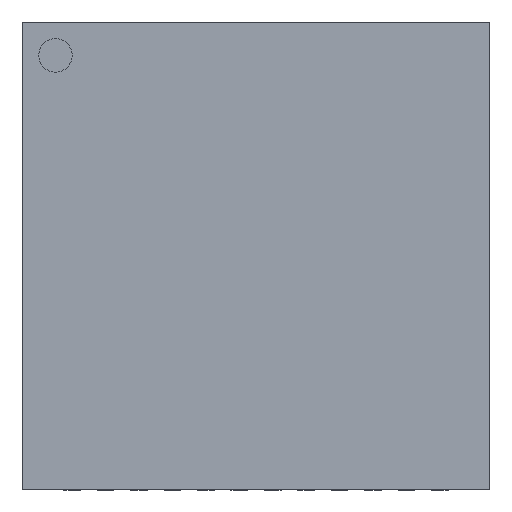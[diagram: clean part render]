
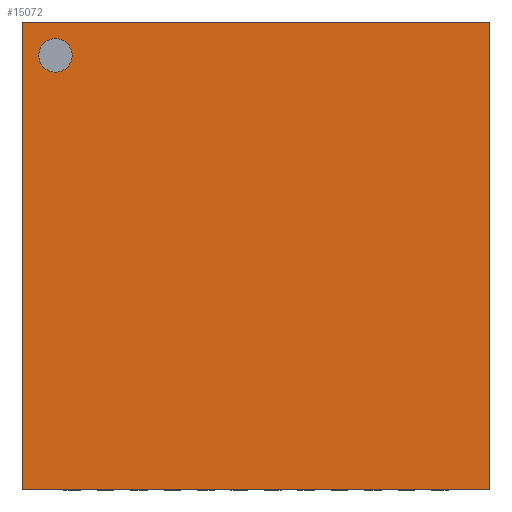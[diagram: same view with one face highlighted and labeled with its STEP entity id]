
A CAD part, top view. The second image highlights one B-rep face of the part: STEP entity #15072.
In plain terms, the highlighted planar face has unit normal (0, 0, 1).
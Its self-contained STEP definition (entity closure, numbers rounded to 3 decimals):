
#8174=CARTESIAN_POINT('',(-2.75,3.,0.8));
#8175=VERTEX_POINT('',#8174);
#8184=CARTESIAN_POINT('',(-3.25,3.,0.8));
#8185=VERTEX_POINT('',#8184);
#8186=CARTESIAN_POINT('',(-3.,3.,0.8));
#8187=DIRECTION('',(0.0,0.0,-1.0));
#8188=DIRECTION('',(1.0,0.0,0.0));
#8189=AXIS2_PLACEMENT_3D('',#8186,#8187,#8188);
#8190=CIRCLE('',#8189,0.25);
#8191=EDGE_CURVE('',#8185,#8175,#8190,.T.);
#8225=CARTESIAN_POINT('',(-3.,3.,0.8));
#8226=DIRECTION('',(0.0,0.0,-1.0));
#8227=DIRECTION('',(1.0,0.0,0.0));
#8228=AXIS2_PLACEMENT_3D('',#8225,#8226,#8227);
#8229=CIRCLE('',#8228,0.25);
#8230=EDGE_CURVE('',#8175,#8185,#8229,.T.);
#15029=CARTESIAN_POINT('',(0.0,0.,0.8));
#15030=DIRECTION('',(0.0,0.0,1.0));
#15031=DIRECTION('',(0.0,-1.0,0.0));
#15032=AXIS2_PLACEMENT_3D('',#15029,#15030,#15031);
#15033=PLANE('',#15032);
#15034=CARTESIAN_POINT('',(-3.5,-3.5,0.8));
#15035=VERTEX_POINT('',#15034);
#15036=CARTESIAN_POINT('',(3.5,-3.5,0.8));
#15037=VERTEX_POINT('',#15036);
#15038=CARTESIAN_POINT('',(-3.5,-3.5,0.8));
#15039=DIRECTION('',(1.0,0.0,0.0));
#15040=VECTOR('',#15039,7.0);
#15041=LINE('',#15038,#15040);
#15042=EDGE_CURVE('',#15035,#15037,#15041,.T.);
#15043=ORIENTED_EDGE('',*,*,#15042,.T.);
#15044=CARTESIAN_POINT('',(3.5,3.5,0.8));
#15045=VERTEX_POINT('',#15044);
#15046=CARTESIAN_POINT('',(3.5,-3.5,0.8));
#15047=DIRECTION('',(0.0,1.0,0.0));
#15048=VECTOR('',#15047,7.0);
#15049=LINE('',#15046,#15048);
#15050=EDGE_CURVE('',#15037,#15045,#15049,.T.);
#15051=ORIENTED_EDGE('',*,*,#15050,.T.);
#15052=CARTESIAN_POINT('',(-3.5,3.5,0.8));
#15053=VERTEX_POINT('',#15052);
#15054=CARTESIAN_POINT('',(3.5,3.5,0.8));
#15055=DIRECTION('',(-1.0,0.0,0.0));
#15056=VECTOR('',#15055,7.0);
#15057=LINE('',#15054,#15056);
#15058=EDGE_CURVE('',#15045,#15053,#15057,.T.);
#15059=ORIENTED_EDGE('',*,*,#15058,.T.);
#15060=CARTESIAN_POINT('',(-3.5,3.5,0.8));
#15061=DIRECTION('',(0.0,-1.0,0.0));
#15062=VECTOR('',#15061,7.0);
#15063=LINE('',#15060,#15062);
#15064=EDGE_CURVE('',#15053,#15035,#15063,.T.);
#15065=ORIENTED_EDGE('',*,*,#15064,.T.);
#15066=EDGE_LOOP('',(#15043,#15051,#15059,#15065));
#15067=FACE_OUTER_BOUND('',#15066,.T.);
#15068=ORIENTED_EDGE('',*,*,#8230,.T.);
#15069=ORIENTED_EDGE('',*,*,#8191,.T.);
#15070=EDGE_LOOP('',(#15068,#15069));
#15071=FACE_BOUND('',#15070,.T.);
#15072=ADVANCED_FACE('',(#15067,#15071),#15033,.T.);
